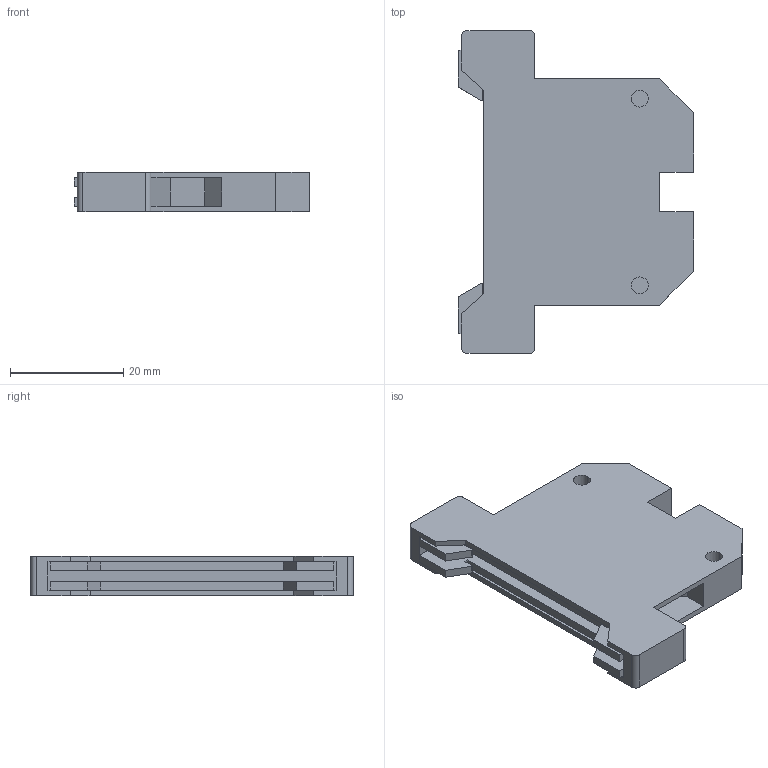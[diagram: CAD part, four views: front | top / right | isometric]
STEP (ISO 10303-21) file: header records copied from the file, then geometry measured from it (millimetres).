
FILE_DESCRIPTION (( 'STEP AP203' ), '1' );
FILE_NAME ('YZN20-004-K52 Çàæèì íàáîðíûé ÇÍÈ-4PEN 4ìì2 (JXB-çåìëÿ) ÈÝÊ.STEP', '2016-08-24T07:29:37', ( '' ), ( '' ), 'SwSTEP 2.0', 'SolidWorks 2014', '' );
FILE_SCHEMA (( 'CONFIG_CONTROL_DESIGN' ));
Length unit declared in the file: millimetre
Products named in the file (1): YZN20-004-K52 Çàæèì íàáîðíûé ÇÍÈ-4PEN 4ìì2 (JXB-çåìëÿ)     ÈÝÊ
Bounding box: 41.5 x 57 x 7 mm (x, y, z)
Volume: 9976.8 mm3; surface area: 6013.4 mm2
Topology: 1 solids, 1 shells, 203 faces, 533 edges, 350 vertices
Faces by surface type: plane 168, cylinder 22, bspline 13
Entity records: 6990 total; most frequent: CARTESIAN_POINT 1948, ORIENTED_EDGE 1066, DIRECTION 933, EDGE_CURVE 533, VECTOR 463, LINE 463, VERTEX_POINT 350, AXIS2_PLACEMENT_3D 235
